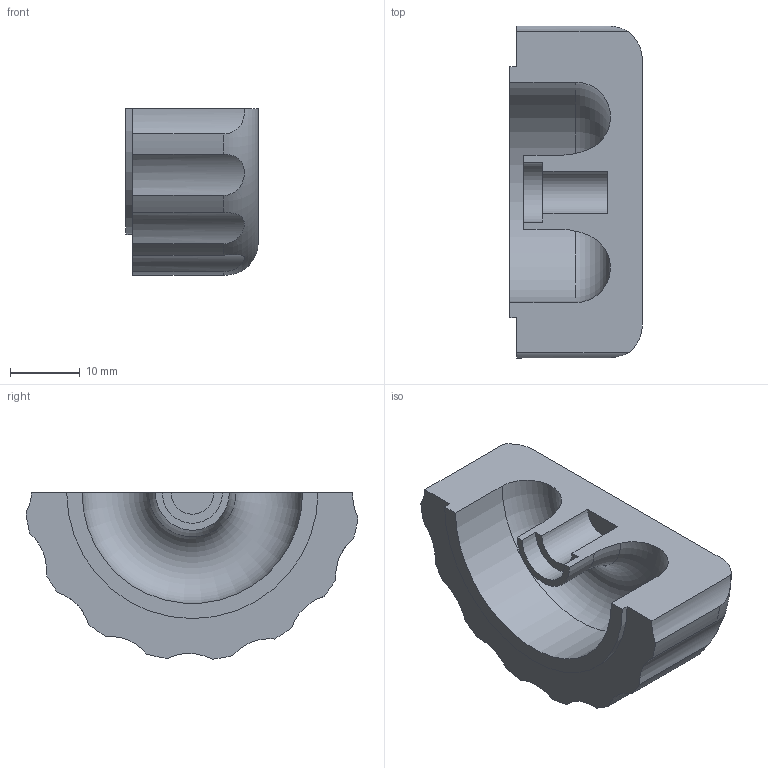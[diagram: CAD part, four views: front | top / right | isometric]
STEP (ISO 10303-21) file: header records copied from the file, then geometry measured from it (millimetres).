
FILE_DESCRIPTION(/* description */ (''),/* implementation_level */ '2;1');
FILE_NAME(/* name */ '',/* time_stamp */ '2023-09-27T21:42:20+03:00',/* author */ (''),/* organization */ (''),/* preprocessor_version */ 'ST-DEVELOPER v20',/* originating_system */ 'Autodesk Translation Framework v12.14.0.127',/* authorisation */ '');
FILE_SCHEMA (('AUTOMOTIVE_DESIGN { 1 0 10303 214 3 1 1 }'));
Length unit declared in the file: millimetre
Products named in the file (1): Ручка энкодера
Bounding box: 19 x 47.56 x 23.86 mm (x, y, z)
Volume: 10974.3 mm3; surface area: 4435.7 mm2
Topology: 1 solids, 1 shells, 34 faces, 96 edges, 64 vertices
Faces by surface type: cylinder 24, plane 7, torus 3
Entity records: 1375 total; most frequent: CARTESIAN_POINT 446, ORIENTED_EDGE 192, DIRECTION 192, EDGE_CURVE 96, AXIS2_PLACEMENT_3D 76, VERTEX_POINT 64, CIRCLE 41, LINE 40
